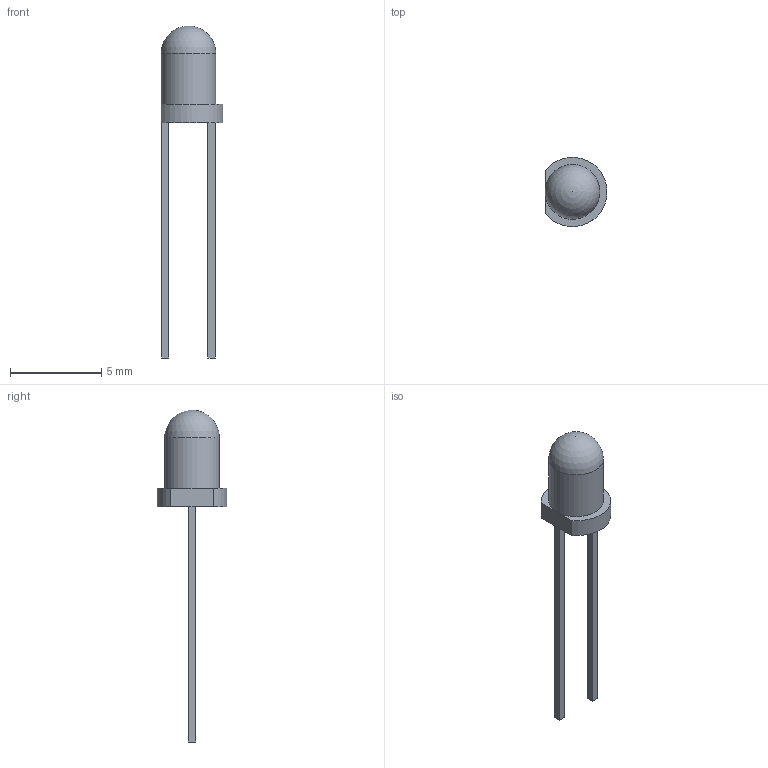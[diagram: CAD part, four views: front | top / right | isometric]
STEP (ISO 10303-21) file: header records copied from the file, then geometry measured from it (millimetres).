
FILE_DESCRIPTION(('FreeCAD Model'),'2;1');
FILE_NAME('Open CASCADE Shape Model','2025-02-19T11:14:22',( 'kicad StepUp'),('ksu MCAD'),'Open CASCADE STEP processor 7.7', 'FreeCAD','Unknown');
FILE_SCHEMA(('AUTOMOTIVE_DESIGN { 1 0 10303 214 1 1 1 1 }'));
Length unit declared in the file: millimetre
Products named in the file (4): LED_D3.0mm_H15.7mm_Green; LED_Body; Cathode; Anode
Assembly tree (3 placements, depth 2):
  LED_D3.0mm_H15.7mm_Green
    LED_Body
    Cathode
    Anode
Bounding box: 3.39 x 3.79 x 18.2 mm (x, y, z)
Volume: 41.7 mm3; surface area: 108.5 mm2
Topology: 3 solids, 3 shells, 20 faces, 45 edges, 32 vertices
Faces by surface type: plane 17, cylinder 2, sphere 1
Full cylindrical faces by diameter (mm): 3 x1
Entity records: 672 total; most frequent: CARTESIAN_POINT 103, DIRECTION 101, ORIENTED_EDGE 92, EDGE_CURVE 46, LINE 39, VECTOR 39, VERTEX_POINT 33, AXIS2_PLACEMENT_3D 31
